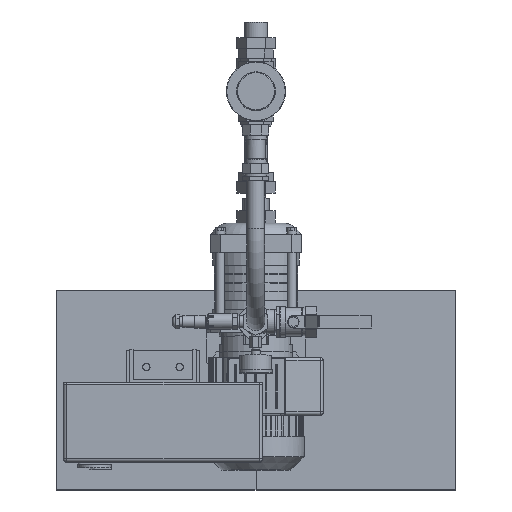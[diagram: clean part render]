
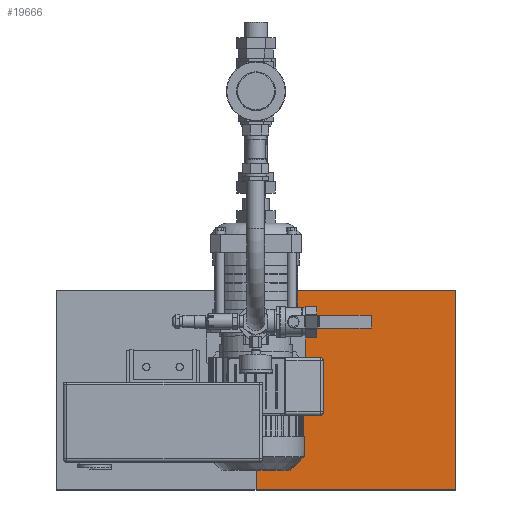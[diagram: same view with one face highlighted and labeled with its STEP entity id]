
A CAD part, top view. The second image highlights one B-rep face of the part: STEP entity #19666.
In plain terms, the highlighted planar face has unit normal (0, 0, 1).
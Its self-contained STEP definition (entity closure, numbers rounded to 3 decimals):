
#1153=LINE('',#31995,#3076);
#1174=LINE('',#32037,#3097);
#1176=LINE('',#32041,#3099);
#1177=LINE('',#32042,#3100);
#3076=VECTOR('',#25126,1.);
#3097=VECTOR('',#25157,10.);
#3099=VECTOR('',#25161,10.);
#3100=VECTOR('',#25162,10.);
#4542=PLANE('',#21318);
#5815=FACE_OUTER_BOUND('',#7103,.T.);
#7103=EDGE_LOOP('',(#16094,#16095,#16096,#16097));
#9530=VERTEX_POINT('',#31993);
#9531=VERTEX_POINT('',#31994);
#9547=VERTEX_POINT('',#32036);
#9548=VERTEX_POINT('',#32040);
#11878=EDGE_CURVE('',#9530,#9531,#1153,.T.);
#11899=EDGE_CURVE('',#9547,#9531,#1174,.T.);
#11901=EDGE_CURVE('',#9548,#9530,#1176,.T.);
#11902=EDGE_CURVE('',#9548,#9547,#1177,.T.);
#16094=ORIENTED_EDGE('',*,*,#11878,.F.);
#16095=ORIENTED_EDGE('',*,*,#11901,.F.);
#16096=ORIENTED_EDGE('',*,*,#11902,.T.);
#16097=ORIENTED_EDGE('',*,*,#11899,.T.);
#19666=ADVANCED_FACE('',(#5815),#4542,.T.);
#21318=AXIS2_PLACEMENT_3D('',#32039,#25159,#25160);
#25126=DIRECTION('',(0.,-1.,0.));
#25157=DIRECTION('',(1.,0.,0.));
#25159=DIRECTION('center_axis',(0.,0.,1.));
#25160=DIRECTION('ref_axis',(0.,-1.,0.));
#25161=DIRECTION('',(1.,0.,0.));
#25162=DIRECTION('',(0.,-1.,0.));
#31993=CARTESIAN_POINT('',(600.,47.5,50.));
#31994=CARTESIAN_POINT('',(600.,-252.5,50.));
#31995=CARTESIAN_POINT('',(600.,-102.5,50.));
#32036=CARTESIAN_POINT('',(300.,-252.5,50.));
#32037=CARTESIAN_POINT('',(600.,-252.5,50.));
#32039=CARTESIAN_POINT('Origin',(600.,-102.5,50.));
#32040=CARTESIAN_POINT('',(300.,47.5,50.));
#32041=CARTESIAN_POINT('',(600.,47.5,50.));
#32042=CARTESIAN_POINT('',(300.,-102.5,50.));
